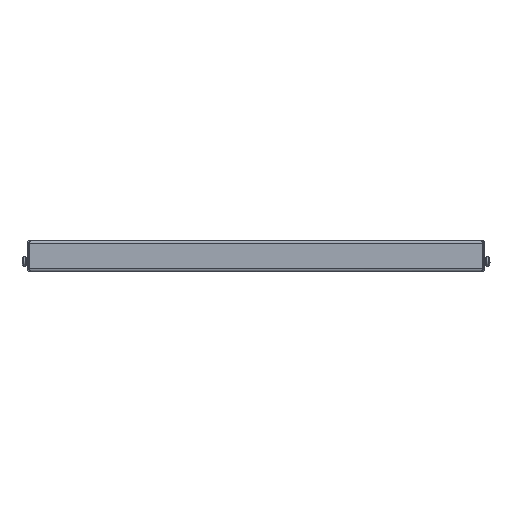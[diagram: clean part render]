
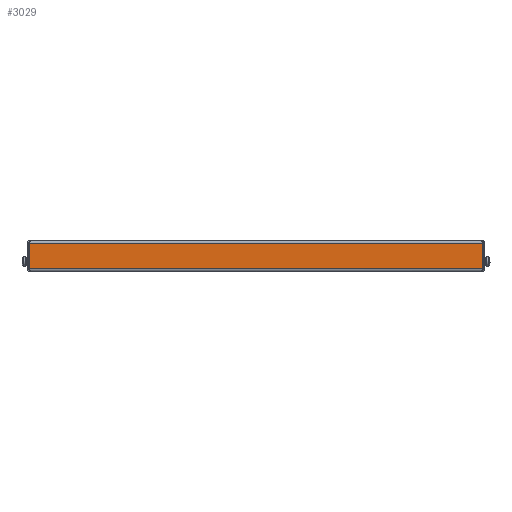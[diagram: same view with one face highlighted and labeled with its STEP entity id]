
A CAD part, front view. The second image highlights one B-rep face of the part: STEP entity #3029.
In plain terms, the highlighted planar face has unit normal (0, -1, 0).
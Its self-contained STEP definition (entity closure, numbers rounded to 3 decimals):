
#311 = DIRECTION ( 'NONE',  ( 1., 0., 0. ) ) ;
#790 = CARTESIAN_POINT ( 'NONE',  ( -248.893, -323., -31.6 ) ) ;
#1346 = LINE ( 'NONE', #15371, #4190 ) ;
#1428 = ORIENTED_EDGE ( 'NONE', *, *, #23138, .T. ) ;
#2110 = VECTOR ( 'NONE', #14413, 1000. ) ;
#3029 = ADVANCED_FACE ( 'NONE', ( #23402 ), #5443, .F. ) ;
#3329 = VERTEX_POINT ( 'NONE', #18165 ) ;
#4190 = VECTOR ( 'NONE', #7468, 1000. ) ;
#4406 = CARTESIAN_POINT ( 'NONE',  ( 251., -323., -3.4 ) ) ;
#5103 = EDGE_LOOP ( 'NONE', ( #1428, #18436, #14628, #21260 ) ) ;
#5443 = PLANE ( 'NONE',  #19157 ) ;
#7468 = DIRECTION ( 'NONE',  ( 0., 0., -1. ) ) ;
#7932 = CARTESIAN_POINT ( 'NONE',  ( 248.893, -323., -3.4 ) ) ;
#8316 = LINE ( 'NONE', #21491, #18102 ) ;
#9337 = VECTOR ( 'NONE', #311, 1000. ) ;
#10473 = EDGE_CURVE ( 'NONE', #17039, #3329, #1346, .T. ) ;
#11058 = EDGE_CURVE ( 'NONE', #13689, #17039, #12154, .T. ) ;
#11447 = DIRECTION ( 'NONE',  ( 0., 0., -1. ) ) ;
#11879 = LINE ( 'NONE', #22572, #9337 ) ;
#12154 = LINE ( 'NONE', #4406, #2110 ) ;
#13689 = VERTEX_POINT ( 'NONE', #14198 ) ;
#14198 = CARTESIAN_POINT ( 'NONE',  ( -248.893, -323., -3.4 ) ) ;
#14413 = DIRECTION ( 'NONE',  ( 1., 0., 0. ) ) ;
#14628 = ORIENTED_EDGE ( 'NONE', *, *, #11058, .F. ) ;
#15371 = CARTESIAN_POINT ( 'NONE',  ( 248.893, -323., -1.4 ) ) ;
#16931 = EDGE_CURVE ( 'NONE', #13689, #23572, #8316, .T. ) ;
#17039 = VERTEX_POINT ( 'NONE', #7932 ) ;
#18102 = VECTOR ( 'NONE', #11447, 1000. ) ;
#18165 = CARTESIAN_POINT ( 'NONE',  ( 248.893, -323., -31.6 ) ) ;
#18436 = ORIENTED_EDGE ( 'NONE', *, *, #10473, .F. ) ;
#19157 = AXIS2_PLACEMENT_3D ( 'NONE', #23361, #25302, #25556 ) ;
#21260 = ORIENTED_EDGE ( 'NONE', *, *, #16931, .T. ) ;
#21491 = CARTESIAN_POINT ( 'NONE',  ( -248.893, -323., 0. ) ) ;
#22572 = CARTESIAN_POINT ( 'NONE',  ( -248.893, -323., -31.6 ) ) ;
#23138 = EDGE_CURVE ( 'NONE', #23572, #3329, #11879, .T. ) ;
#23361 = CARTESIAN_POINT ( 'NONE',  ( 0., -323., 0. ) ) ;
#23402 = FACE_OUTER_BOUND ( 'NONE', #5103, .T. ) ;
#23572 = VERTEX_POINT ( 'NONE', #790 ) ;
#25302 = DIRECTION ( 'NONE',  ( 0., 1., 0. ) ) ;
#25556 = DIRECTION ( 'NONE',  ( 0., 0., 1. ) ) ;
